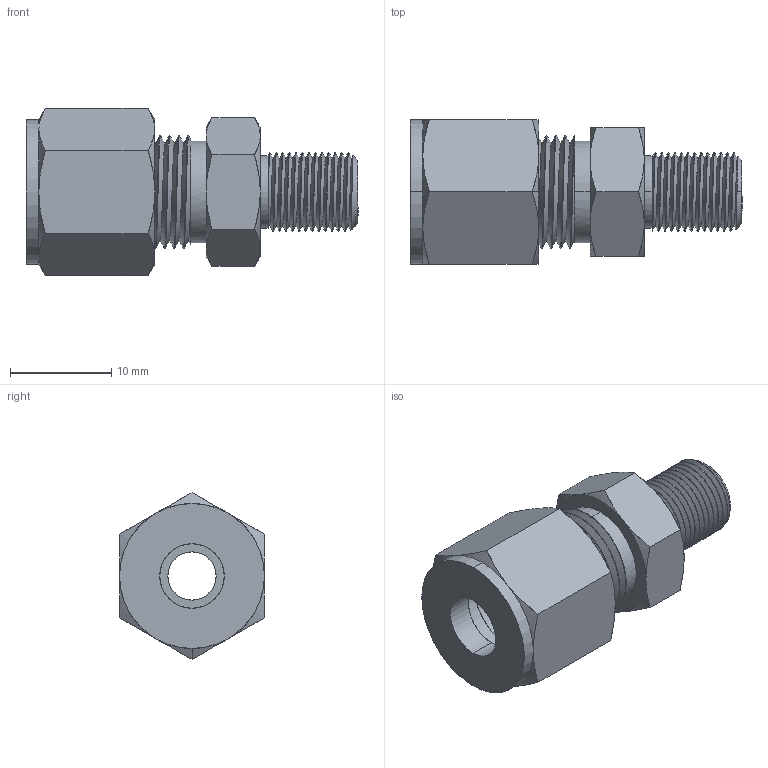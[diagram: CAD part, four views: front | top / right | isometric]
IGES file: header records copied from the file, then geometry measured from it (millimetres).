
Start section: SolidWorks IGES file using analytic representation for surfaces
Global section: file name: B000FN0MTG.3D.IGS; native system: SolidWorks 2010; preprocessor: SolidWorks 2010; author: yt00503; date: 130115.114622; units: millimetre
Bounding box: 32.77 x 14.29 x 16.5 mm (x, y, z)
Surface area: 3201.5 mm2 (no closed solid volume)
Topology: 0 solids, 0 shells, 127 faces, 2641 edges, 2641 vertices
Faces by surface type: revolution 96, bspline 31
